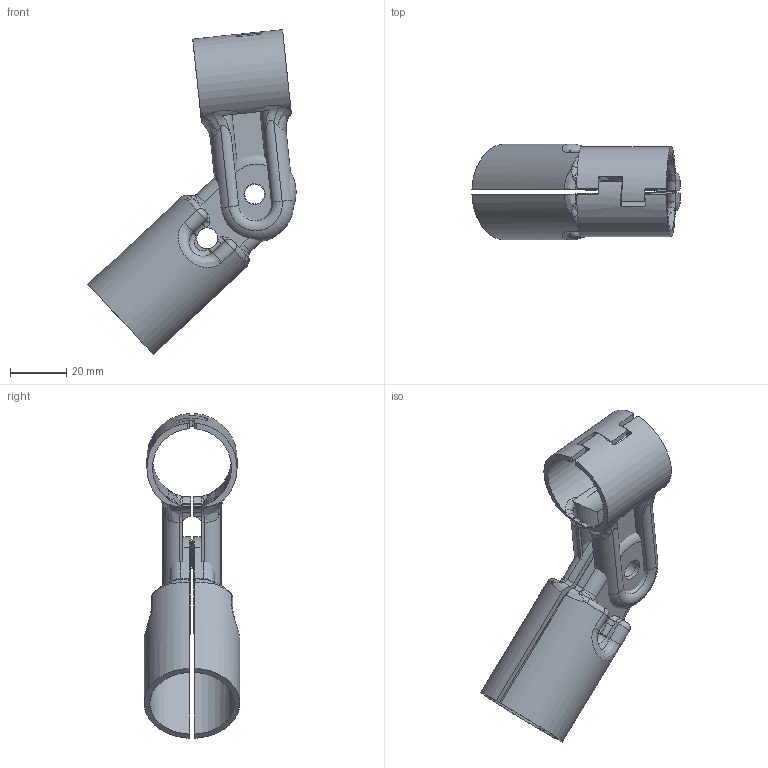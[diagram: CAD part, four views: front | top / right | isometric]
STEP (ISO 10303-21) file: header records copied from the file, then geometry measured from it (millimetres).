
FILE_DESCRIPTION((''),'2;1');
FILE_NAME('86107- poprawione.stp','2020-07-01T08:09:44',('trakoczy'),(''),'Autodesk Inventor 2013','Autodesk Inventor 2013','');
FILE_SCHEMA(('AUTOMOTIVE_DESIGN { 1 0 10303 214 1 1 1 1 }'));
Length unit declared in the file: millimetre
Products named in the file (3): 86107; 86107 - II; 86107 - I
Assembly tree (4 placements, depth 2):
  86107
    86107 - II  x2
    86107 - I  x2
Bounding box: 73.81 x 34 x 115.08 mm (x, y, z)
Volume: 28942.3 mm3; surface area: 27811.7 mm2
Topology: 4 solids, 4 shells, 336 faces, 878 edges, 546 vertices
Faces by surface type: cylinder 102, bspline 100, plane 82, torus 48, sphere 4
Full cylindrical faces by diameter (mm): 7 x2, 7.5 x4
Entity records: 7212 total; most frequent: CARTESIAN_POINT 3351, ORIENTED_EDGE 866, DIRECTION 682, EDGE_CURVE 433, AXIS2_PLACEMENT_3D 274, VERTEX_POINT 270, EDGE_LOOP 177, FACE_OUTER_BOUND 168
